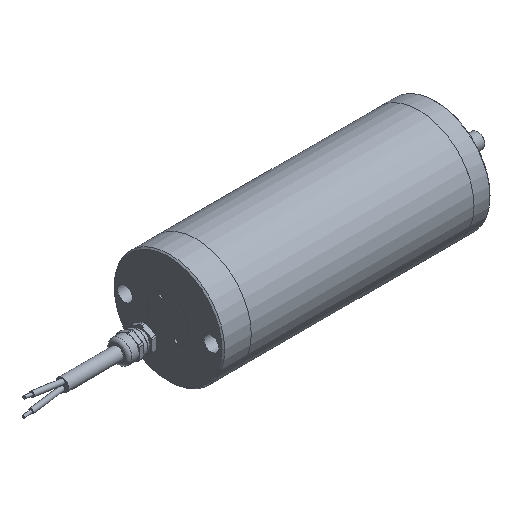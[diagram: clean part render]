
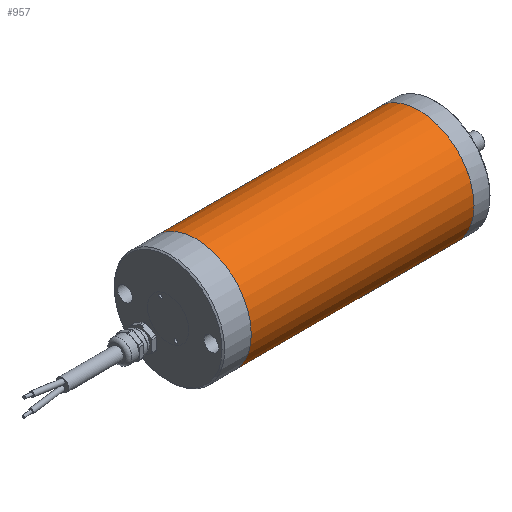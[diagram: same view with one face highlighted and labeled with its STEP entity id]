
A CAD part, isometric view. The second image highlights one B-rep face of the part: STEP entity #957.
In plain terms, the highlighted cylindrical face has radius 41.5 mm (diameter 83 mm), a full revolution.
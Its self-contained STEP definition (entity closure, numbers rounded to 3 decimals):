
#716 = ORIENTED_EDGE ( 'NONE', *, *, #1456, .T. ) ;
#957 = ADVANCED_FACE ( 'Defeature ausgef�hrt1_69', ( #1808, #1806 ), #1799, .T. ) ;
#962 = EDGE_LOOP ( 'NONE', ( #1084 ) ) ;
#1084 = ORIENTED_EDGE ( 'NONE', *, *, #1423, .T. ) ;
#1182 = EDGE_LOOP ( 'NONE', ( #716 ) ) ;
#1297 = CARTESIAN_POINT ( 'NONE',  ( -2., 0., 41.5 ) ) ;
#1318 = VERTEX_POINT ( 'NONE', #1297 ) ;
#1338 = CARTESIAN_POINT ( 'NONE',  ( 165.5, 0., -41.5 ) ) ;
#1360 = VERTEX_POINT ( 'NONE', #1338 ) ;
#1423 = EDGE_CURVE ( 'NONE', #1360, #1360, #1743, .T. ) ;
#1456 = EDGE_CURVE ( 'NONE', #1318, #1318, #1694, .T. ) ;
#1644 = AXIS2_PLACEMENT_3D ( 'NONE', #3052, #3023, #3021 ) ;
#1694 = CIRCLE ( 'NONE', #1644, 41.5 ) ;
#1741 = AXIS2_PLACEMENT_3D ( 'NONE', #3243, #3218, #3206 ) ;
#1743 = CIRCLE ( 'NONE', #1741, 41.5 ) ;
#1765 = DIRECTION ( 'NONE',  ( 0., 0., 1. ) ) ;
#1772 = DIRECTION ( 'NONE',  ( -1., 0., 0. ) ) ;
#1784 = CARTESIAN_POINT ( 'NONE',  ( -7.057, 0., 0. ) ) ;
#1799 = CYLINDRICAL_SURFACE ( 'NONE', #2276, 41.5 ) ;
#1806 = FACE_OUTER_BOUND ( 'NONE', #1182, .T. ) ;
#1808 = FACE_OUTER_BOUND ( 'NONE', #962, .T. ) ;
#2276 = AXIS2_PLACEMENT_3D ( 'NONE', #1784, #1772, #1765 ) ;
#3021 = DIRECTION ( 'NONE',  ( 0., 0., 1. ) ) ;
#3023 = DIRECTION ( 'NONE',  ( 1., 0., 0. ) ) ;
#3052 = CARTESIAN_POINT ( 'NONE',  ( -2., 0., 0. ) ) ;
#3206 = DIRECTION ( 'NONE',  ( 0., 0., -1. ) ) ;
#3218 = DIRECTION ( 'NONE',  ( -1., 0., 0. ) ) ;
#3243 = CARTESIAN_POINT ( 'NONE',  ( 165.5, 0., 0. ) ) ;
